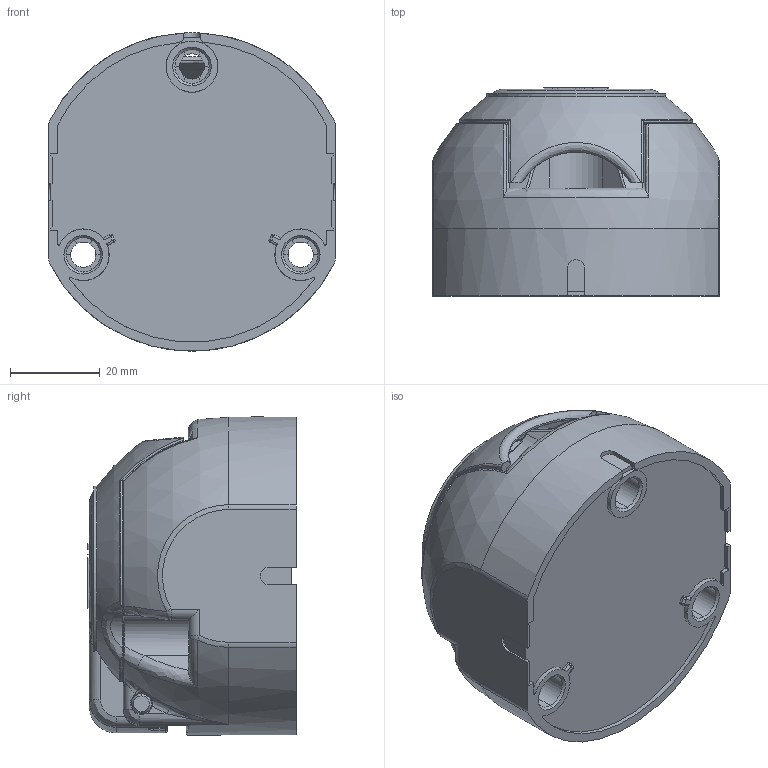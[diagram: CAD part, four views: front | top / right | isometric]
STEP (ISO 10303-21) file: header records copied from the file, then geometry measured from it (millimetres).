
FILE_DESCRIPTION((''),'2;1');
FILE_NAME('101288_SW0001','2021-04-20T15:50:33',('teru'),(''),'CREO PARAMETRIC BY PTC INC, 2017380','CREO PARAMETRIC BY PTC INC, 2017380','');
FILE_SCHEMA(('CONFIG_CONTROL_DESIGN'));
Length unit declared in the file: millimetre
Products named in the file (1): 101288_SW0001
Bounding box: 64 x 46.4 x 71 mm (x, y, z)
Volume: 133724.8 mm3; surface area: 24714.5 mm2
Topology: 1 solids, 1 shells, 1241 faces, 3444 edges, 2247 vertices
Faces by surface type: plane 934, cylinder 156, bspline 75, torus 36, sphere 23, cone 14, extrusion 3
Entity records: 45061 total; most frequent: CARTESIAN_POINT 13743, ORIENTED_EDGE 6884, DIRECTION 5926, EDGE_CURVE 3442, VECTOR 2712, LINE 2709, VERTEX_POINT 2247, AXIS2_PLACEMENT_3D 1607
